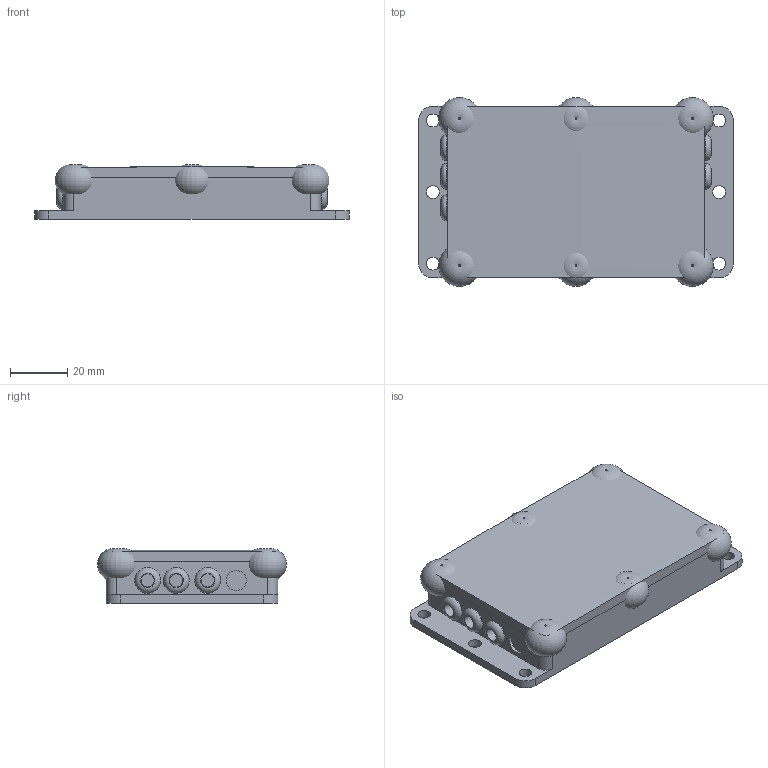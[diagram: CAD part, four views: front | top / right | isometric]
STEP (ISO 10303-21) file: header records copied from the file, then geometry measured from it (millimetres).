
FILE_DESCRIPTION(/* description */ ('Alibre Inc.'),/* implementation_level */ '2;1');
FILE_NAME(/* name */ 'export0',/* time_stamp */ '2017-04-06T09:59:06+02:00',/* author */ (''),/* organization */ (''),/* preprocessor_version */ 'ST-DEVELOPER v14',/* originating_system */ 'Alibre',/* authorisation */ '');
FILE_SCHEMA (('AUTOMOTIVE_DESIGN'));
Length unit declared in the file: centimetre
Products named in the file (5): ID_1
Bounding box: 110 x 66.02 x 19.12 mm (x, y, z)
Volume: 114630.9 mm3; surface area: 42229.9 mm2
Topology: 13 solids, 13 shells, 433 faces, 1179 edges, 791 vertices
Faces by surface type: cylinder 233, plane 110, cone 48, torus 41, bspline 1
Full cylindrical faces by diameter (mm): 3.2 x12, 4.5 x6, 4.6 x5, 6 x6, 6.5 x6, 7 x13, 9 x5
Entity records: 5003 total; most frequent: CARTESIAN_POINT 1645, DIRECTION 670, ORIENTED_EDGE 588, AXIS2_PLACEMENT_3D 319, EDGE_CURVE 294, EDGE_LOOP 227, FACE_BOUND 227, VERTEX_POINT 223
